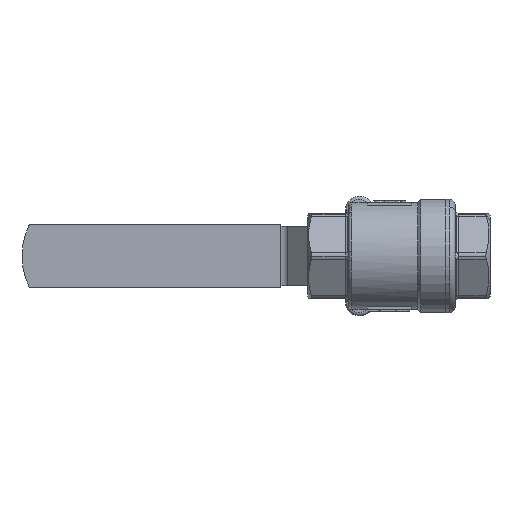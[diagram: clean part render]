
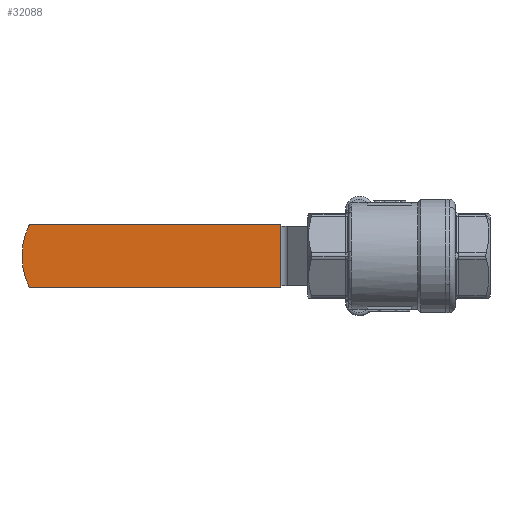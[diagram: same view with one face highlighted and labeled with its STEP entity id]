
A CAD part, front view. The second image highlights one B-rep face of the part: STEP entity #32088.
In plain terms, the highlighted face is planar.
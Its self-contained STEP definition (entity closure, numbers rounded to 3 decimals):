
#31806=CARTESIAN_POINT('',(25.416,-31.193,9.327));
#31807=VERTEX_POINT('',#31806);
#31816=CARTESIAN_POINT('',(25.7,-31.054,9.327));
#31817=VERTEX_POINT('',#31816);
#31818=CARTESIAN_POINT('',(15.7,-10.899,9.327));
#31819=DIRECTION('',(0.0,0.0,1.));
#31820=DIRECTION('',(0.432,-0.902,0.0));
#31821=AXIS2_PLACEMENT_3D('',#31818,#31819,#31820);
#31822=CIRCLE('',#31821,22.5);
#31823=EDGE_CURVE('',#31807,#31817,#31822,.T.);
#31996=CARTESIAN_POINT('',(25.7,48.859,9.327));
#31997=VERTEX_POINT('',#31996);
#32004=CARTESIAN_POINT('',(5.7,48.859,9.327));
#32005=VERTEX_POINT('',#32004);
#32006=CARTESIAN_POINT('',(5.7,48.859,9.327));
#32007=DIRECTION('',(1.0,0.0,0.0));
#32008=VECTOR('',#32007,20.);
#32009=LINE('',#32006,#32008);
#32010=EDGE_CURVE('',#31997,#32005,#32009,.F.);
#32058=CARTESIAN_POINT('',(15.7,7.98,9.327));
#32059=DIRECTION('',(0.0,0.0,-1.0));
#32060=DIRECTION('',(-1.0,0.0,0.0));
#32061=AXIS2_PLACEMENT_3D('',#32058,#32059,#32060);
#32062=PLANE('',#32061);
#32063=CARTESIAN_POINT('',(5.7,-31.054,9.327));
#32064=VERTEX_POINT('',#32063);
#32065=CARTESIAN_POINT('',(5.7,48.859,9.327));
#32066=DIRECTION('',(0.0,-1.0,0.0));
#32067=VECTOR('',#32066,79.913);
#32068=LINE('',#32065,#32067);
#32069=EDGE_CURVE('',#32005,#32064,#32068,.T.);
#32070=ORIENTED_EDGE('',*,*,#32069,.F.);
#32071=ORIENTED_EDGE('',*,*,#32010,.F.);
#32072=CARTESIAN_POINT('',(25.7,-31.054,9.327));
#32073=DIRECTION('',(0.0,1.0,0.0));
#32074=VECTOR('',#32073,79.913);
#32075=LINE('',#32072,#32074);
#32076=EDGE_CURVE('',#31817,#31997,#32075,.T.);
#32077=ORIENTED_EDGE('',*,*,#32076,.F.);
#32078=ORIENTED_EDGE('',*,*,#31823,.F.);
#32079=CARTESIAN_POINT('',(15.7,-10.899,9.327));
#32080=DIRECTION('',(0.0,0.0,1.));
#32081=DIRECTION('',(0.432,-0.902,0.0));
#32082=AXIS2_PLACEMENT_3D('',#32079,#32080,#32081);
#32083=CIRCLE('',#32082,22.5);
#32084=EDGE_CURVE('',#32064,#31807,#32083,.T.);
#32085=ORIENTED_EDGE('',*,*,#32084,.F.);
#32086=EDGE_LOOP('',(#32070,#32071,#32077,#32078,#32085));
#32087=FACE_OUTER_BOUND('',#32086,.T.);
#32088=ADVANCED_FACE('',(#32087),#32062,.T.);
